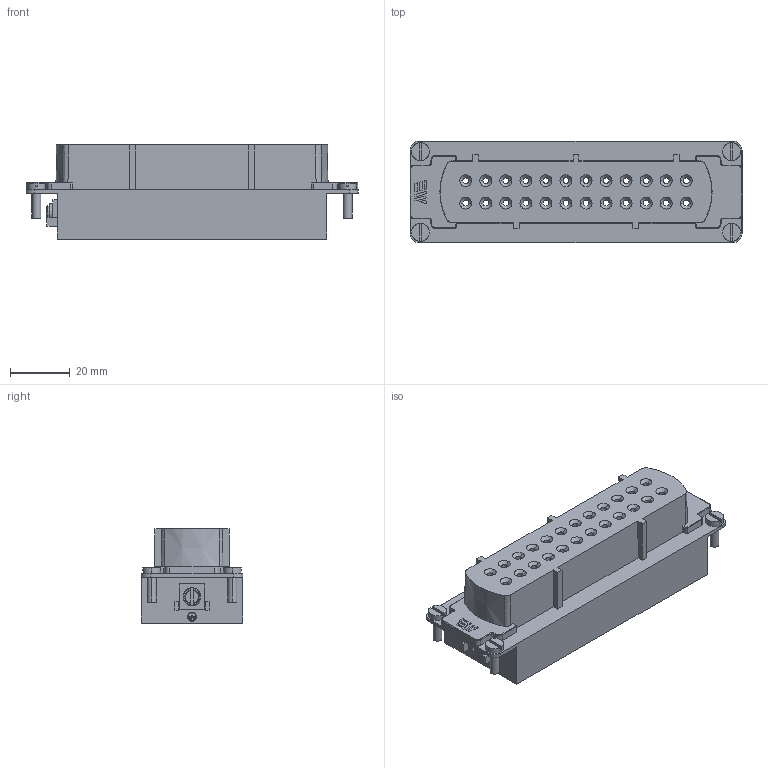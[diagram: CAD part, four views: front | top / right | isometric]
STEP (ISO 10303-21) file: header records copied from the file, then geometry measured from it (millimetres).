
FILE_DESCRIPTION (( 'STEP AP203' ), '1' );
FILE_NAME ('29024.step', '2025-02-12T17:32:26', ( '' ), ( '' ), 'SwSTEP 2.0', 'SolidWorks 2024', '' );
FILE_SCHEMA (( 'CONFIG_CONTROL_DESIGN' ));
Length unit declared in the file: inch
Products named in the file (1): 29024
Bounding box: 111 x 34 x 31.5 mm (x, y, z)
Volume: 78518.5 mm3; surface area: 20496.2 mm2
Topology: 1 solids, 1 shells, 341 faces, 863 edges, 547 vertices
Faces by surface type: plane 154, cylinder 96, cone 65, bspline 26
Entity records: 10822 total; most frequent: CARTESIAN_POINT 2411, DIRECTION 1739, ORIENTED_EDGE 1726, EDGE_CURVE 863, AXIS2_PLACEMENT_3D 608, VERTEX_POINT 547, LINE 523, VECTOR 523
